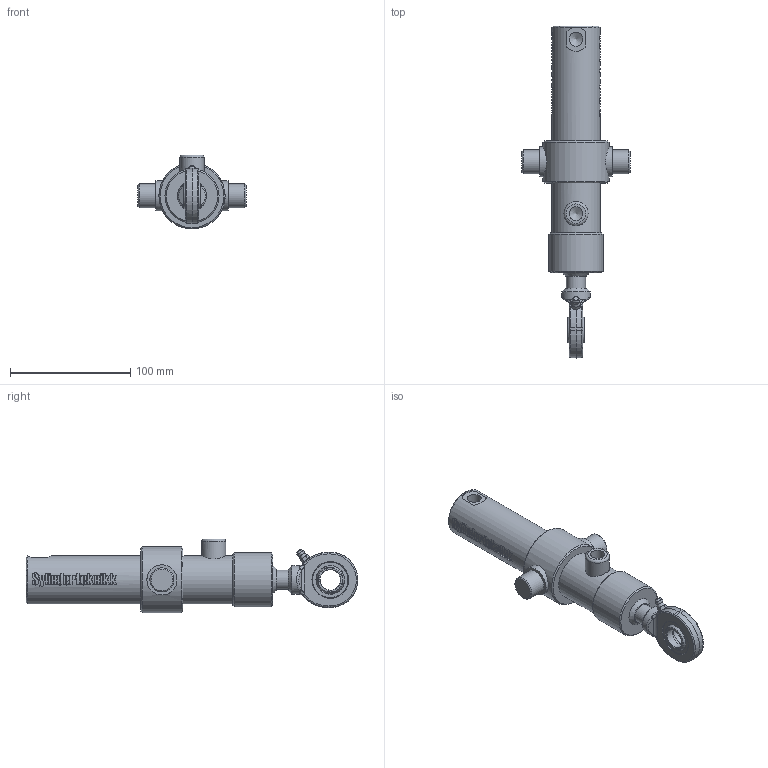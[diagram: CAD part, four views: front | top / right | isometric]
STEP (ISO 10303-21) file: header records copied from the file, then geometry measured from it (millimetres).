
FILE_DESCRIPTION((''),'2;1');
FILE_NAME('DVLP30_16.stp','2010-01-27T10:57:00',('tribel'),(''),'Autodesk Inventor 2009','Autodesk Inventor 2009','');
FILE_SCHEMA(('AUTOMOTIVE_DESIGN { 1 0 10303 214 1 1 1 1 }'));
Length unit declared in the file: millimetre
Products named in the file (5): DVLP30_16; DVLP30_16_body; DVLP30_16_stang; DVLP30_16_Parameters; K-WS17C
Assembly tree (4 placements, depth 2):
  DVLP30_16
    DVLP30_16_body
    DVLP30_16_stang
    DVLP30_16_Parameters
    K-WS17C
Bounding box: 90 x 276 x 61.5 mm (x, y, z)
Volume: 275069.1 mm3; surface area: 74706 mm2
Topology: 3 solids, 4 shells, 661 faces, 1708 edges, 1109 vertices
Faces by surface type: plane 316, bspline 190, cylinder 89, cone 48, torus 14, sphere 4
Full cylindrical faces by diameter (mm): 1.429 x2, 1.7 x2, 2.5 x1, 6 x1, 16 x2, 17 x2, 20 x2, 24 x1, 25 x1, 30 x4, 40 x2, 45 x1, 55 x1
Entity records: 52220 total; most frequent: CARTESIAN_POINT 37677, ORIENTED_EDGE 3216, DIRECTION 2298, EDGE_CURVE 1610, VERTEX_POINT 1077, AXIS2_PLACEMENT_3D 830, EDGE_LOOP 792, FACE_OUTER_BOUND 661
